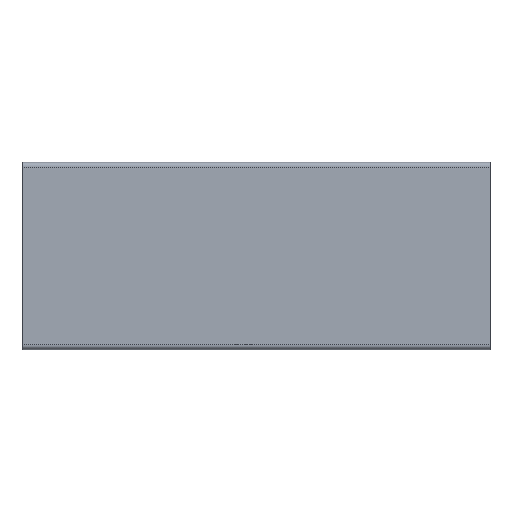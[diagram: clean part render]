
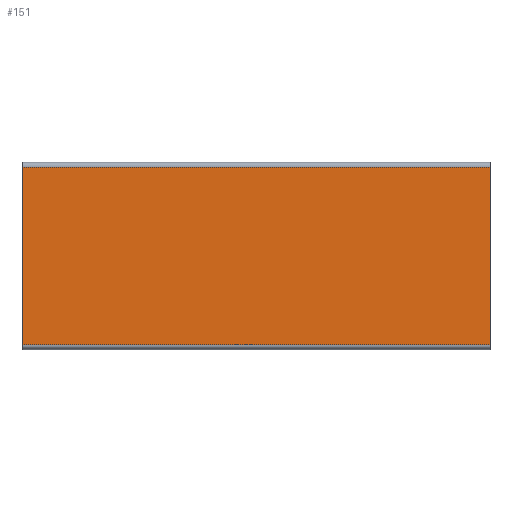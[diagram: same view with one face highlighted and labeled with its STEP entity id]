
A CAD part, left-side view. The second image highlights one B-rep face of the part: STEP entity #151.
In plain terms, the highlighted planar face has unit normal (-1, 0, 0).
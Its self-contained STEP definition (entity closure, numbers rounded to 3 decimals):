
#151 = ADVANCED_FACE( '', ( #422 ), #423, .F. );
#422 = FACE_OUTER_BOUND( '', #821, .T. );
#423 = PLANE( '', #822 );
#821 = EDGE_LOOP( '', ( #1214, #1215, #1216, #1217 ) );
#822 = AXIS2_PLACEMENT_3D( '', #1218, #1219, #1220 );
#1214 = ORIENTED_EDGE( '', *, *, #2470, .T. );
#1215 = ORIENTED_EDGE( '', *, *, #2471, .F. );
#1216 = ORIENTED_EDGE( '', *, *, #2472, .F. );
#1217 = ORIENTED_EDGE( '', *, *, #2473, .T. );
#1218 = CARTESIAN_POINT( '', ( -20., 100., -19. ) );
#1219 = DIRECTION( '', ( 1., 0., 0. ) );
#1220 = DIRECTION( '', ( 0., 0., -1. ) );
#2470 = EDGE_CURVE( '', #2971, #2972, #2973, .T. );
#2471 = EDGE_CURVE( '', #2974, #2972, #2975, .T. );
#2472 = EDGE_CURVE( '', #2976, #2974, #2977, .T. );
#2473 = EDGE_CURVE( '', #2976, #2971, #2978, .T. );
#2971 = VERTEX_POINT( '', #3722 );
#2972 = VERTEX_POINT( '', #3723 );
#2973 = LINE( '', #3724, #3725 );
#2974 = VERTEX_POINT( '', #3726 );
#2975 = LINE( '', #3727, #3728 );
#2976 = VERTEX_POINT( '', #3729 );
#2977 = LINE( '', #3730, #3731 );
#2978 = LINE( '', #3732, #3733 );
#3722 = CARTESIAN_POINT( '', ( -20., 0., -19. ) );
#3723 = CARTESIAN_POINT( '', ( -20., 0., 19. ) );
#3724 = CARTESIAN_POINT( '', ( -20., 0., -19. ) );
#3725 = VECTOR( '', #4716, 1000. );
#3726 = CARTESIAN_POINT( '', ( -20., 100., 19. ) );
#3727 = CARTESIAN_POINT( '', ( -20., 100., 19. ) );
#3728 = VECTOR( '', #4717, 1000. );
#3729 = CARTESIAN_POINT( '', ( -20., 100., -19. ) );
#3730 = CARTESIAN_POINT( '', ( -20., 100., -19. ) );
#3731 = VECTOR( '', #4718, 1000. );
#3732 = CARTESIAN_POINT( '', ( -20., 100., -19. ) );
#3733 = VECTOR( '', #4719, 1000. );
#4716 = DIRECTION( '', ( 0., 0., 1. ) );
#4717 = DIRECTION( '', ( 0., -1., 0. ) );
#4718 = DIRECTION( '', ( 0., 0., 1. ) );
#4719 = DIRECTION( '', ( 0., -1., 0. ) );
